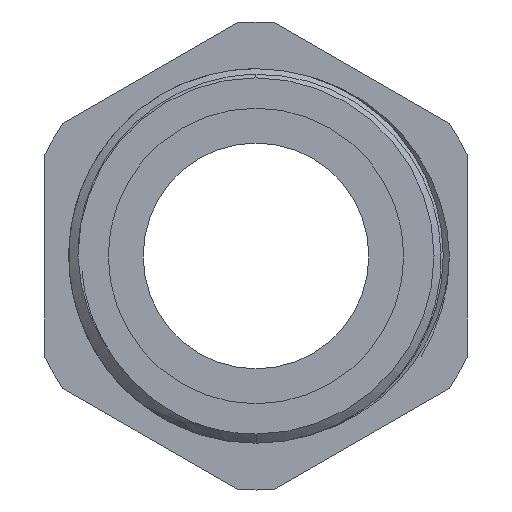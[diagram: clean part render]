
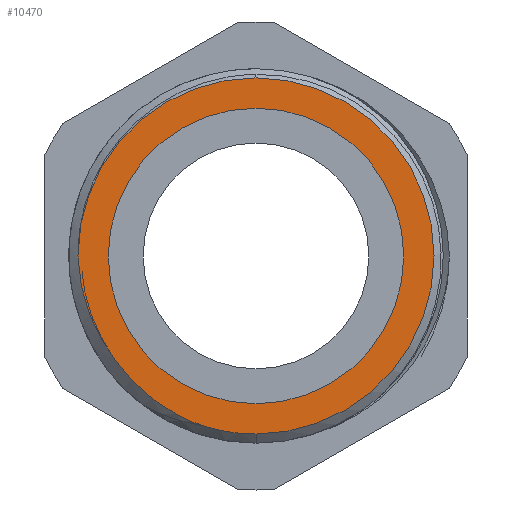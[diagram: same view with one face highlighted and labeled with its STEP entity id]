
A CAD part, front view. The second image highlights one B-rep face of the part: STEP entity #10470.
In plain terms, the highlighted planar face has unit normal (0, -1, 0).
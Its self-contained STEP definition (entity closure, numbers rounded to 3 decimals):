
#177 = CARTESIAN_POINT ( 'NONE',  ( -2.881, -6.5, -9.262 ) ) ;
#363 = PLANE ( 'NONE',  #12353 ) ;
#372 = VERTEX_POINT ( 'NONE', #12268 ) ;
#727 = VERTEX_POINT ( 'NONE', #7800 ) ;
#733 = EDGE_CURVE ( 'NONE', #1191, #6047, #8435, .T. ) ;
#814 = EDGE_CURVE ( 'NONE', #727, #11021, #2673, .T. ) ;
#871 = CARTESIAN_POINT ( 'NONE',  ( -9.7, -6.5, 0. ) ) ;
#883 = CARTESIAN_POINT ( 'NONE',  ( 0., -6.5, 0. ) ) ;
#986 = AXIS2_PLACEMENT_3D ( 'NONE', #6354, #6341, #6330 ) ;
#1120 = CARTESIAN_POINT ( 'NONE',  ( -7.691, -6.5, -5.628 ) ) ;
#1191 = VERTEX_POINT ( 'NONE', #7147 ) ;
#1296 = EDGE_CURVE ( 'NONE', #372, #11473, #9639, .T. ) ;
#1503 = EDGE_CURVE ( 'NONE', #11021, #727, #5868, .T. ) ;
#1587 = CARTESIAN_POINT ( 'NONE',  ( -9.7, -6.5, 0. ) ) ;
#1854 = DIRECTION ( 'NONE',  ( 0., 0., 1. ) ) ;
#1931 = VERTEX_POINT ( 'NONE', #1120 ) ;
#2083 = CARTESIAN_POINT ( 'NONE',  ( -7.074, -6.5, -6.448 ) ) ;
#2116 = AXIS2_PLACEMENT_3D ( 'NONE', #6146, #6219, #6258 ) ;
#2204 = ORIENTED_EDGE ( 'NONE', *, *, #733, .T. ) ;
#2673 = CIRCLE ( 'NONE', #7332, 8.05 ) ;
#2815 = CARTESIAN_POINT ( 'NONE',  ( -9.495, -6.5, -1.753 ) ) ;
#3056 = CARTESIAN_POINT ( 'NONE',  ( -5.977, -6.5, -7.529 ) ) ;
#3168 = DIRECTION ( 'NONE',  ( 0., 0., -1. ) ) ;
#3183 = DIRECTION ( 'NONE',  ( 0., -1., 0. ) ) ;
#3185 = CARTESIAN_POINT ( 'NONE',  ( 0., -6.5, 0. ) ) ;
#3269 = CIRCLE ( 'NONE', #11606, 9.7 ) ;
#3299 = ORIENTED_EDGE ( 'NONE', *, *, #814, .F. ) ;
#3409 = EDGE_CURVE ( 'NONE', #1931, #372, #6618, .T. ) ;
#3795 = CARTESIAN_POINT ( 'NONE',  ( -9.306, -6.5, -2.493 ) ) ;
#3996 = CARTESIAN_POINT ( 'NONE',  ( -7.691, -6.5, -5.628 ) ) ;
#4042 = CARTESIAN_POINT ( 'NONE',  ( -4.739, -6.5, -8.413 ) ) ;
#4195 = DIRECTION ( 'NONE',  ( 0., 1., 0. ) ) ;
#4332 = DIRECTION ( 'NONE',  ( 0., -1., 0. ) ) ;
#4521 = DIRECTION ( 'NONE',  ( 0., 0., -1. ) ) ;
#4675 = CARTESIAN_POINT ( 'NONE',  ( 0., -6.5, 0. ) ) ;
#4787 = CARTESIAN_POINT ( 'NONE',  ( -8.976, -6.5, -3.447 ) ) ;
#4983 = CARTESIAN_POINT ( 'NONE',  ( -7.399, -6.5, -6.052 ) ) ;
#5023 = CARTESIAN_POINT ( 'NONE',  ( -3.83, -6.5, -8.884 ) ) ;
#5558 = CARTESIAN_POINT ( 'NONE',  ( 0., -6.5, 8.05 ) ) ;
#5766 = CARTESIAN_POINT ( 'NONE',  ( -8.285, -6.5, -4.795 ) ) ;
#5868 = CIRCLE ( 'NONE', #10725, 8.05 ) ;
#5947 = EDGE_CURVE ( 'NONE', #6047, #1931, #12193, .T. ) ;
#6008 = CARTESIAN_POINT ( 'NONE',  ( -3.122, -6.5, -9.18 ) ) ;
#6019 = EDGE_LOOP ( 'NONE', ( #3299, #8015 ) ) ;
#6047 = VERTEX_POINT ( 'NONE', #1587 ) ;
#6146 = CARTESIAN_POINT ( 'NONE',  ( 0., -6.5, 0. ) ) ;
#6219 = DIRECTION ( 'NONE',  ( 0., -1., 0. ) ) ;
#6258 = DIRECTION ( 'NONE',  ( 0., 0., 1. ) ) ;
#6330 = DIRECTION ( 'NONE',  ( 0., 0., 1. ) ) ;
#6341 = DIRECTION ( 'NONE',  ( 0., -1., 0. ) ) ;
#6354 = CARTESIAN_POINT ( 'NONE',  ( 0., -6.5, 0. ) ) ;
#6618 = B_SPLINE_CURVE_WITH_KNOTS ( 'NONE', 3,
 ( #3996, #4983, #2083, #8872, #3056, #9841, #4042, #10803, #5023, #11743, #6008, #177 ),
 .UNSPECIFIED., .F., .F.,
 ( 4, 2, 2, 2, 2, 4 ),
 ( 0., 0.002, 0.003, 0.005, 0.005, 0.006 ),
 .UNSPECIFIED. ) ;
#6727 = CARTESIAN_POINT ( 'NONE',  ( -7.691, -6.5, -5.628 ) ) ;
#7147 = CARTESIAN_POINT ( 'NONE',  ( 0., -6.5, 9.7 ) ) ;
#7158 = DIRECTION ( 'NONE',  ( 0., 0., 1. ) ) ;
#7332 = AXIS2_PLACEMENT_3D ( 'NONE', #4675, #4332, #4521 ) ;
#7678 = DIRECTION ( 'NONE',  ( 0., -1., 0. ) ) ;
#7800 = CARTESIAN_POINT ( 'NONE',  ( 0., -6.5, -8.05 ) ) ;
#8015 = ORIENTED_EDGE ( 'NONE', *, *, #1503, .F. ) ;
#8346 = ORIENTED_EDGE ( 'NONE', *, *, #12135, .T. ) ;
#8435 = CIRCLE ( 'NONE', #2116, 9.7 ) ;
#8570 = ORIENTED_EDGE ( 'NONE', *, *, #1296, .T. ) ;
#8630 = CARTESIAN_POINT ( 'NONE',  ( -9.634, -6.5, -1.004 ) ) ;
#8872 = CARTESIAN_POINT ( 'NONE',  ( -6.362, -6.5, -7.188 ) ) ;
#9442 = FACE_OUTER_BOUND ( 'NONE', #11141, .T. ) ;
#9605 = CARTESIAN_POINT ( 'NONE',  ( -9.438, -6.5, -2.003 ) ) ;
#9639 = CIRCLE ( 'NONE', #986, 9.7 ) ;
#9841 = CARTESIAN_POINT ( 'NONE',  ( -5.167, -6.5, -8.14 ) ) ;
#10470 = ADVANCED_FACE ( 'NONE', ( #9442, #11673 ), #363, .F. ) ;
#10520 = CARTESIAN_POINT ( 'NONE',  ( -9.687, -6.5, -0.503 ) ) ;
#10550 = CARTESIAN_POINT ( 'NONE',  ( 0., -6.5, -9.7 ) ) ;
#10563 = CARTESIAN_POINT ( 'NONE',  ( -9.23, -6.5, -2.734 ) ) ;
#10725 = AXIS2_PLACEMENT_3D ( 'NONE', #3185, #3183, #3168 ) ;
#10803 = CARTESIAN_POINT ( 'NONE',  ( -4.062, -6.5, -8.772 ) ) ;
#11021 = VERTEX_POINT ( 'NONE', #5558 ) ;
#11141 = EDGE_LOOP ( 'NONE', ( #8570, #8346, #2204, #12162, #12195 ) ) ;
#11473 = VERTEX_POINT ( 'NONE', #10550 ) ;
#11523 = CARTESIAN_POINT ( 'NONE',  ( -8.771, -6.5, -3.906 ) ) ;
#11606 = AXIS2_PLACEMENT_3D ( 'NONE', #883, #7678, #1854 ) ;
#11673 = FACE_BOUND ( 'NONE', #6019, .T. ) ;
#11743 = CARTESIAN_POINT ( 'NONE',  ( -3.359, -6.5, -9.088 ) ) ;
#11926 = CARTESIAN_POINT ( 'NONE',  ( 0., -6.5, 0. ) ) ;
#12135 = EDGE_CURVE ( 'NONE', #11473, #1191, #3269, .T. ) ;
#12162 = ORIENTED_EDGE ( 'NONE', *, *, #5947, .T. ) ;
#12193 = B_SPLINE_CURVE_WITH_KNOTS ( 'NONE', 3,
 ( #871, #10520, #8630, #2815, #9605, #3795, #10563, #4787, #11523, #5766, #12436, #6727 ),
 .UNSPECIFIED., .F., .F.,
 ( 4, 2, 2, 2, 2, 4 ),
 ( 0.013, 0.015, 0.016, 0.016, 0.018, 0.019 ),
 .UNSPECIFIED. ) ;
#12195 = ORIENTED_EDGE ( 'NONE', *, *, #3409, .T. ) ;
#12268 = CARTESIAN_POINT ( 'NONE',  ( -2.881, -6.5, -9.262 ) ) ;
#12353 = AXIS2_PLACEMENT_3D ( 'NONE', #11926, #4195, #7158 ) ;
#12436 = CARTESIAN_POINT ( 'NONE',  ( -8.004, -6.5, -5.224 ) ) ;
